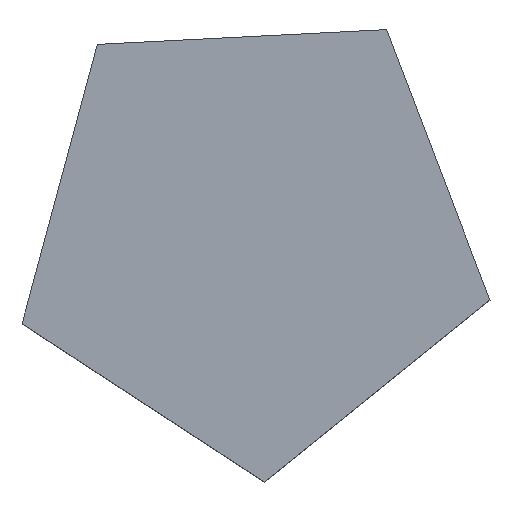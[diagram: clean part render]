
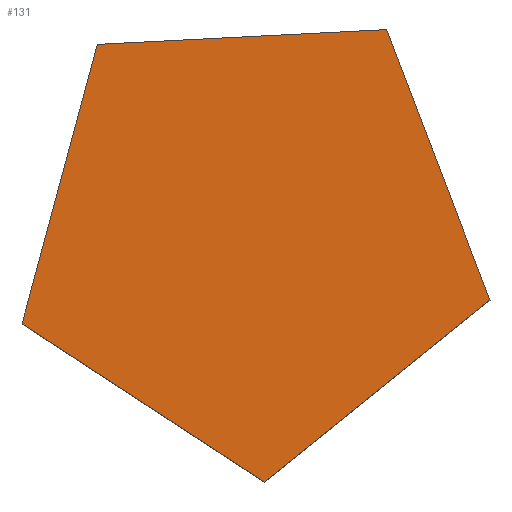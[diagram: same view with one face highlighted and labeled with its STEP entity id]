
A CAD part, top view. The second image highlights one B-rep face of the part: STEP entity #131.
In plain terms, the highlighted planar face has unit normal (0, 0, 1).
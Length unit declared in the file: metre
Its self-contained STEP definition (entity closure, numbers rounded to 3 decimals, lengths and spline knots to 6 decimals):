
#40=ORIENTED_EDGE('',*,*,#52,.T.);
#41=ORIENTED_EDGE('',*,*,#56,.T.);
#42=ORIENTED_EDGE('',*,*,#59,.T.);
#43=ORIENTED_EDGE('',*,*,#62,.T.);
#44=ORIENTED_EDGE('',*,*,#64,.T.);
#52=EDGE_CURVE('',#68,#67,#77,.T.);
#56=EDGE_CURVE('',#67,#70,#81,.T.);
#59=EDGE_CURVE('',#70,#72,#84,.T.);
#62=EDGE_CURVE('',#72,#74,#87,.T.);
#64=EDGE_CURVE('',#74,#68,#89,.T.);
#67=VERTEX_POINT('',#190);
#68=VERTEX_POINT('',#192);
#70=VERTEX_POINT('',#198);
#72=VERTEX_POINT('',#204);
#74=VERTEX_POINT('',#210);
#77=LINE('',#191,#92);
#81=LINE('',#199,#96);
#84=LINE('',#205,#99);
#87=LINE('',#211,#102);
#89=LINE('',#214,#104);
#92=VECTOR('',#159,1.);
#96=VECTOR('',#165,1.);
#99=VECTOR('',#170,1.);
#102=VECTOR('',#175,1.);
#104=VECTOR('',#179,1.);
#110=EDGE_LOOP('',(#40,#41,#42,#43,#44));
#117=FACE_BOUND('',#110,.T.);
#124=PLANE('',#151);
#131=ADVANCED_FACE('',(#117),#124,.T.);
#151=AXIS2_PLACEMENT_3D('',#215,#180,#181);
#159=DIRECTION('',(0.838,-0.546,0.));
#165=DIRECTION('',(0.778,0.628,0.));
#170=DIRECTION('',(-0.357,0.934,0.));
#175=DIRECTION('',(-0.999,-0.051,0.));
#179=DIRECTION('',(-0.26,-0.966,0.));
#180=DIRECTION('',(0.,0.,1.));
#181=DIRECTION('',(1.,0.,0.));
#190=CARTESIAN_POINT('',(0.035593,0.004269,0.03));
#191=CARTESIAN_POINT('',(0.014644,0.017912,0.03));
#192=CARTESIAN_POINT('',(-0.006304,0.031556,0.03));
#198=CARTESIAN_POINT('',(0.074492,0.035683,0.03));
#199=CARTESIAN_POINT('',(0.055043,0.019976,0.03));
#204=CARTESIAN_POINT('',(0.056636,0.082386,0.03));
#205=CARTESIAN_POINT('',(0.065564,0.059034,0.03));
#210=CARTESIAN_POINT('',(0.006701,0.079835,0.03));
#211=CARTESIAN_POINT('',(0.031669,0.08111,0.03));
#214=CARTESIAN_POINT('',(0.000199,0.055696,0.03));
#215=CARTESIAN_POINT('',(0.034094,0.043327,0.03));
